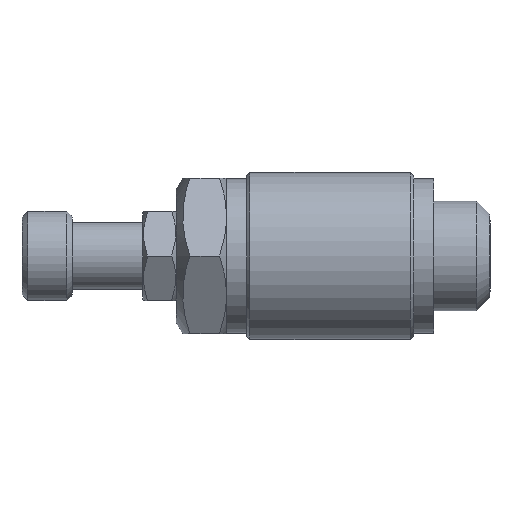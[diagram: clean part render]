
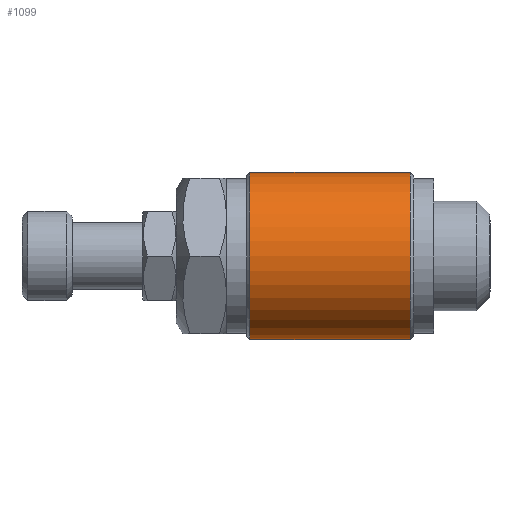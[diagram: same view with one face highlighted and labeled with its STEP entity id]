
A CAD part, left-side view. The second image highlights one B-rep face of the part: STEP entity #1099.
In plain terms, the highlighted cylindrical face has radius 7.5 mm (diameter 15 mm), a partial arc.
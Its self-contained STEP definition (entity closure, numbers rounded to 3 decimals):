
#942 = VERTEX_POINT ( 'NONE', #1939 ) ;
#980 = VERTEX_POINT ( 'NONE', #1902 ) ;
#1024 = VERTEX_POINT ( 'NONE', #2006 ) ;
#1051 = VERTEX_POINT ( 'NONE', #2992 ) ;
#1067 = EDGE_CURVE ( 'NONE', #1024, #942, #3334, .T. ) ;
#1070 = EDGE_CURVE ( 'NONE', #980, #1051, #3354, .T. ) ;
#1099 = ADVANCED_FACE ( 'NONE', ( #2872 ), #2864, .T. ) ;
#1201 = EDGE_CURVE ( 'NONE', #1051, #942, #2320, .T. ) ;
#1202 = EDGE_CURVE ( 'NONE', #980, #1024, #2294, .T. ) ;
#1215 = ORIENTED_EDGE ( 'NONE', *, *, #1070, .F. ) ;
#1260 = ORIENTED_EDGE ( 'NONE', *, *, #1201, .F. ) ;
#1261 = ORIENTED_EDGE ( 'NONE', *, *, #1202, .T. ) ;
#1294 = ORIENTED_EDGE ( 'NONE', *, *, #1067, .T. ) ;
#1817 = EDGE_LOOP ( 'NONE', ( #1215, #1261, #1294, #1260 ) ) ;
#1902 = CARTESIAN_POINT ( 'NONE',  ( 0., 21.9, 7.5 ) ) ;
#1939 = CARTESIAN_POINT ( 'NONE',  ( 0., 7.5, -7.5 ) ) ;
#2006 = CARTESIAN_POINT ( 'NONE',  ( 0., 21.9, -7.5 ) ) ;
#2294 = CIRCLE ( 'NONE', #2303, 7.5 ) ;
#2300 = AXIS2_PLACEMENT_3D ( 'NONE', #2312, #2319, #2322 ) ;
#2301 = DIRECTION ( 'NONE',  ( 0., 0., -1. ) ) ;
#2302 = DIRECTION ( 'NONE',  ( 0., -1., 0. ) ) ;
#2303 = AXIS2_PLACEMENT_3D ( 'NONE', #2305, #2302, #2301 ) ;
#2305 = CARTESIAN_POINT ( 'NONE',  ( 0., 21.9, 0. ) ) ;
#2312 = CARTESIAN_POINT ( 'NONE',  ( 0., 7.5, 0. ) ) ;
#2319 = DIRECTION ( 'NONE',  ( 0., -1., 0. ) ) ;
#2320 = CIRCLE ( 'NONE', #2300, 7.5 ) ;
#2322 = DIRECTION ( 'NONE',  ( 0., 0., -1. ) ) ;
#2859 = DIRECTION ( 'NONE',  ( 0., 0., -1. ) ) ;
#2861 = DIRECTION ( 'NONE',  ( 0., -1., 0. ) ) ;
#2862 = AXIS2_PLACEMENT_3D ( 'NONE', #2879, #2861, #2859 ) ;
#2864 = CYLINDRICAL_SURFACE ( 'NONE', #2862, 7.5 ) ;
#2872 = FACE_OUTER_BOUND ( 'NONE', #1817, .T. ) ;
#2879 = CARTESIAN_POINT ( 'NONE',  ( 0., 4.819, 0. ) ) ;
#2992 = CARTESIAN_POINT ( 'NONE',  ( 0., 7.5, 7.5 ) ) ;
#3334 = LINE ( 'NONE', #3363, #3336 ) ;
#3335 = DIRECTION ( 'NONE',  ( 0., -1., 0. ) ) ;
#3336 = VECTOR ( 'NONE', #3335, 1000. ) ;
#3351 = DIRECTION ( 'NONE',  ( 0., -1., 0. ) ) ;
#3352 = VECTOR ( 'NONE', #3351, 1000. ) ;
#3353 = CARTESIAN_POINT ( 'NONE',  ( 0., 4.819, 7.5 ) ) ;
#3354 = LINE ( 'NONE', #3353, #3352 ) ;
#3363 = CARTESIAN_POINT ( 'NONE',  ( 0., 4.819, -7.5 ) ) ;
